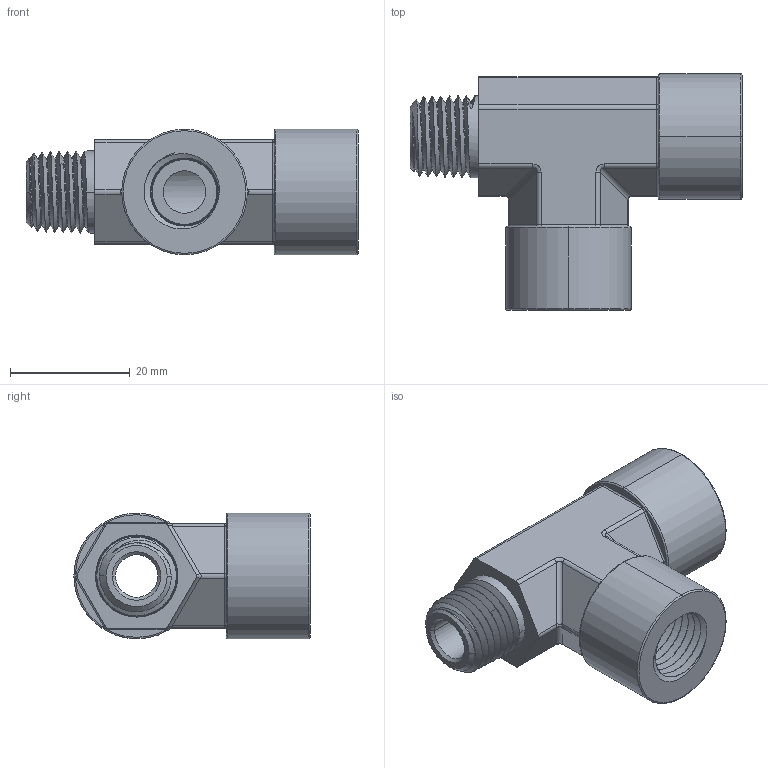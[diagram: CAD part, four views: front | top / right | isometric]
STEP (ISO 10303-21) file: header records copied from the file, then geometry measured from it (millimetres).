
FILE_DESCRIPTION((''),'2;1');
FILE_NAME('001_H-SRT_MASTER','2025-07-07T15:56:10',('Administrator'),(''),'CREO PARAMETRIC BY PTC INC, 2020184','CREO PARAMETRIC BY PTC INC, 2020184','');
FILE_SCHEMA(('AUTOMOTIVE_DESIGN { 1 0 10303 214 1 1 1 1 }'));
Length unit declared in the file: millimetre
Products named in the file (1): 001_H-SRT_MASTER
Bounding box: 55.5 x 39.5 x 21 mm (x, y, z)
Volume: 14314.6 mm3; surface area: 8780.8 mm2
Topology: 1 solids, 1 shells, 174 faces, 456 edges, 300 vertices
Faces by surface type: cone 51, cylinder 45, bspline 34, plane 24, torus 20
Entity records: 26530 total; most frequent: CARTESIAN_POINT 21046, ORIENTED_EDGE 892, DIRECTION 699, PRESENTATION_STYLE_ASSIGNMENT 458, STYLED_ITEM 458, CURVE_STYLE 457, EDGE_CURVE 446, VERTEX_POINT 278
